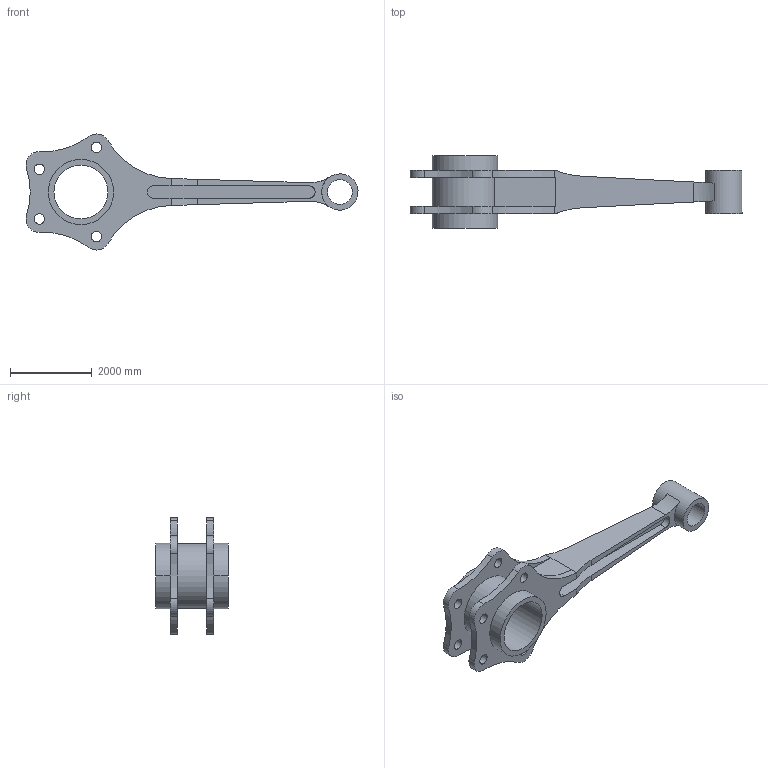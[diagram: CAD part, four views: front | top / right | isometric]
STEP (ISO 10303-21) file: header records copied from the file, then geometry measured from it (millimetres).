
FILE_DESCRIPTION((''),'2;1');
FILE_NAME('MASTER_ROD','2025-12-19T09:30:47',('H576696'),('Honeywell International Inc.'),'CREO PARAMETRIC BY PTC INC, 2023134','CREO PARAMETRIC BY PTC INC, 2023134','');
FILE_SCHEMA(('AUTOMOTIVE_DESIGN { 1 0 10303 214 1 1 1 1 }'));
Length unit declared in the file: inch
Products named in the file (1): MASTER_ROD
Bounding box: 8139.59 x 1778 x 2844.4 mm (x, y, z)
Volume: 4290736656.9 mm3; surface area: 56478671.7 mm2
Topology: 1 solids, 1 shells, 76 faces, 214 edges, 142 vertices
Faces by surface type: cylinder 56, plane 20
Entity records: 2733 total; most frequent: CARTESIAN_POINT 489, DIRECTION 454, ORIENTED_EDGE 428, EDGE_CURVE 214, AXIS2_PLACEMENT_3D 177, VERTEX_POINT 142, COLOUR_RGB 106, VECTOR 100
